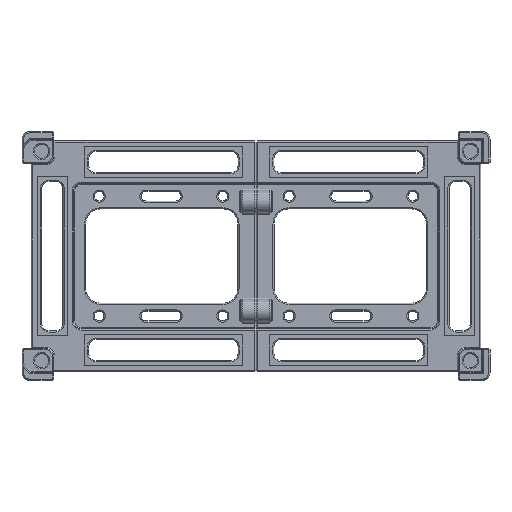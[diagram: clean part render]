
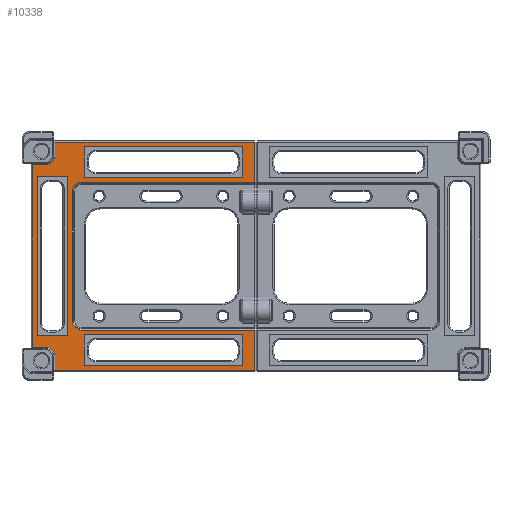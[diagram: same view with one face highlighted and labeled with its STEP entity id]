
A CAD part, top view. The second image highlights one B-rep face of the part: STEP entity #10338.
In plain terms, the highlighted planar face has unit normal (0, 0, 1).
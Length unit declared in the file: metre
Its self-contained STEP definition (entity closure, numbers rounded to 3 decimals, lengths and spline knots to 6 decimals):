
#326=CIRCLE('',#11101,0.0029);
#327=CIRCLE('',#11102,0.0029);
#328=CIRCLE('',#11103,0.0029);
#329=CIRCLE('',#11104,0.0029);
#770=ORIENTED_EDGE('',*,*,#3772,.T.);
#771=ORIENTED_EDGE('',*,*,#3773,.T.);
#772=ORIENTED_EDGE('',*,*,#3774,.T.);
#773=ORIENTED_EDGE('',*,*,#3775,.T.);
#774=ORIENTED_EDGE('',*,*,#3776,.T.);
#775=ORIENTED_EDGE('',*,*,#3777,.T.);
#776=ORIENTED_EDGE('',*,*,#3778,.T.);
#777=ORIENTED_EDGE('',*,*,#3779,.T.);
#778=ORIENTED_EDGE('',*,*,#3780,.T.);
#779=ORIENTED_EDGE('',*,*,#3781,.T.);
#780=ORIENTED_EDGE('',*,*,#3782,.T.);
#781=ORIENTED_EDGE('',*,*,#3783,.T.);
#782=ORIENTED_EDGE('',*,*,#3784,.T.);
#783=ORIENTED_EDGE('',*,*,#3785,.T.);
#784=ORIENTED_EDGE('',*,*,#3786,.T.);
#785=ORIENTED_EDGE('',*,*,#3787,.T.);
#786=ORIENTED_EDGE('',*,*,#3788,.F.);
#787=ORIENTED_EDGE('',*,*,#3789,.T.);
#788=ORIENTED_EDGE('',*,*,#3790,.T.);
#789=ORIENTED_EDGE('',*,*,#3791,.F.);
#790=ORIENTED_EDGE('',*,*,#3792,.F.);
#791=ORIENTED_EDGE('',*,*,#3793,.T.);
#792=ORIENTED_EDGE('',*,*,#3794,.T.);
#793=ORIENTED_EDGE('',*,*,#3795,.F.);
#794=ORIENTED_EDGE('',*,*,#3796,.T.);
#795=ORIENTED_EDGE('',*,*,#3797,.T.);
#796=ORIENTED_EDGE('',*,*,#3798,.F.);
#797=ORIENTED_EDGE('',*,*,#3799,.F.);
#3772=EDGE_CURVE('',#5274,#5275,#6096,.T.);
#3773=EDGE_CURVE('',#5275,#5276,#6097,.T.);
#3774=EDGE_CURVE('',#5276,#5277,#6098,.T.);
#3775=EDGE_CURVE('',#5277,#5278,#326,.F.);
#3776=EDGE_CURVE('',#5278,#5279,#6099,.T.);
#3777=EDGE_CURVE('',#5279,#5280,#327,.F.);
#3778=EDGE_CURVE('',#5280,#5281,#6100,.T.);
#3779=EDGE_CURVE('',#5281,#5282,#6101,.T.);
#3780=EDGE_CURVE('',#5282,#5283,#6102,.T.);
#3781=EDGE_CURVE('',#5283,#5284,#6103,.T.);
#3782=EDGE_CURVE('',#5284,#5285,#328,.F.);
#3783=EDGE_CURVE('',#5285,#5286,#6104,.T.);
#3784=EDGE_CURVE('',#5286,#5287,#6105,.T.);
#3785=EDGE_CURVE('',#5287,#5288,#6106,.T.);
#3786=EDGE_CURVE('',#5288,#5289,#329,.F.);
#3787=EDGE_CURVE('',#5289,#5274,#6107,.T.);
#3788=EDGE_CURVE('',#5290,#5291,#6108,.T.);
#3789=EDGE_CURVE('',#5290,#5292,#6109,.T.);
#3790=EDGE_CURVE('',#5292,#5293,#6110,.T.);
#3791=EDGE_CURVE('',#5291,#5293,#6111,.T.);
#3792=EDGE_CURVE('',#5294,#5295,#6112,.T.);
#3793=EDGE_CURVE('',#5294,#5296,#6113,.T.);
#3794=EDGE_CURVE('',#5296,#5297,#6114,.T.);
#3795=EDGE_CURVE('',#5295,#5297,#6115,.T.);
#3796=EDGE_CURVE('',#5298,#5299,#6116,.T.);
#3797=EDGE_CURVE('',#5299,#5300,#6117,.T.);
#3798=EDGE_CURVE('',#5301,#5300,#6118,.T.);
#3799=EDGE_CURVE('',#5298,#5301,#6119,.T.);
#5274=VERTEX_POINT('',#15618);
#5275=VERTEX_POINT('',#15619);
#5276=VERTEX_POINT('',#15621);
#5277=VERTEX_POINT('',#15623);
#5278=VERTEX_POINT('',#15625);
#5279=VERTEX_POINT('',#15627);
#5280=VERTEX_POINT('',#15629);
#5281=VERTEX_POINT('',#15631);
#5282=VERTEX_POINT('',#15633);
#5283=VERTEX_POINT('',#15635);
#5284=VERTEX_POINT('',#15637);
#5285=VERTEX_POINT('',#15639);
#5286=VERTEX_POINT('',#15641);
#5287=VERTEX_POINT('',#15643);
#5288=VERTEX_POINT('',#15645);
#5289=VERTEX_POINT('',#15647);
#5290=VERTEX_POINT('',#15650);
#5291=VERTEX_POINT('',#15651);
#5292=VERTEX_POINT('',#15653);
#5293=VERTEX_POINT('',#15655);
#5294=VERTEX_POINT('',#15658);
#5295=VERTEX_POINT('',#15659);
#5296=VERTEX_POINT('',#15661);
#5297=VERTEX_POINT('',#15663);
#5298=VERTEX_POINT('',#15666);
#5299=VERTEX_POINT('',#15667);
#5300=VERTEX_POINT('',#15669);
#5301=VERTEX_POINT('',#15671);
#6096=LINE('',#15617,#7288);
#6097=LINE('',#15620,#7289);
#6098=LINE('',#15622,#7290);
#6099=LINE('',#15626,#7291);
#6100=LINE('',#15630,#7292);
#6101=LINE('',#15632,#7293);
#6102=LINE('',#15634,#7294);
#6103=LINE('',#15636,#7295);
#6104=LINE('',#15640,#7296);
#6105=LINE('',#15642,#7297);
#6106=LINE('',#15644,#7298);
#6107=LINE('',#15648,#7299);
#6108=LINE('',#15649,#7300);
#6109=LINE('',#15652,#7301);
#6110=LINE('',#15654,#7302);
#6111=LINE('',#15656,#7303);
#6112=LINE('',#15657,#7304);
#6113=LINE('',#15660,#7305);
#6114=LINE('',#15662,#7306);
#6115=LINE('',#15664,#7307);
#6116=LINE('',#15665,#7308);
#6117=LINE('',#15668,#7309);
#6118=LINE('',#15670,#7310);
#6119=LINE('',#15672,#7311);
#7288=VECTOR('',#12327,1.);
#7289=VECTOR('',#12328,1.);
#7290=VECTOR('',#12329,1.);
#7291=VECTOR('',#12332,1.);
#7292=VECTOR('',#12335,1.);
#7293=VECTOR('',#12336,1.);
#7294=VECTOR('',#12337,1.);
#7295=VECTOR('',#12338,1.);
#7296=VECTOR('',#12341,1.);
#7297=VECTOR('',#12342,1.);
#7298=VECTOR('',#12343,1.);
#7299=VECTOR('',#12346,1.);
#7300=VECTOR('',#12347,1.);
#7301=VECTOR('',#12348,1.);
#7302=VECTOR('',#12349,1.);
#7303=VECTOR('',#12350,1.);
#7304=VECTOR('',#12351,1.);
#7305=VECTOR('',#12352,1.);
#7306=VECTOR('',#12353,1.);
#7307=VECTOR('',#12354,1.);
#7308=VECTOR('',#12355,1.);
#7309=VECTOR('',#12356,1.);
#7310=VECTOR('',#12357,1.);
#7311=VECTOR('',#12358,1.);
#8366=EDGE_LOOP('',(#770,#771,#772,#773,#774,#775,#776,#777,#778,#779,#780,
#781,#782,#783,#784,#785));
#8367=EDGE_LOOP('',(#786,#787,#788,#789));
#8368=EDGE_LOOP('',(#790,#791,#792,#793));
#8369=EDGE_LOOP('',(#794,#795,#796,#797));
#9138=FACE_BOUND('',#8366,.T.);
#9139=FACE_BOUND('',#8367,.T.);
#9140=FACE_BOUND('',#8368,.T.);
#9141=FACE_BOUND('',#8369,.T.);
#9882=PLANE('',#11100);
#10338=ADVANCED_FACE('',(#9138,#9139,#9140,#9141),#9882,.T.);
#11100=AXIS2_PLACEMENT_3D('',#15616,#12325,#12326);
#11101=AXIS2_PLACEMENT_3D('',#15624,#12330,#12331);
#11102=AXIS2_PLACEMENT_3D('',#15628,#12333,#12334);
#11103=AXIS2_PLACEMENT_3D('',#15638,#12339,#12340);
#11104=AXIS2_PLACEMENT_3D('',#15646,#12344,#12345);
#12325=DIRECTION('',(0.,0.,1.));
#12326=DIRECTION('',(-1.,0.,0.));
#12327=DIRECTION('',(1.,0.,0.));
#12328=DIRECTION('',(0.,1.,0.));
#12329=DIRECTION('',(-1.,0.,0.));
#12330=DIRECTION('',(0.,0.,1.));
#12331=DIRECTION('',(1.,0.,0.));
#12332=DIRECTION('',(0.,1.,0.));
#12333=DIRECTION('',(0.,0.,1.));
#12334=DIRECTION('',(1.,0.,0.));
#12335=DIRECTION('',(1.,0.,0.));
#12336=DIRECTION('',(0.,1.,0.));
#12337=DIRECTION('',(-1.,0.,0.));
#12338=DIRECTION('',(0.,-1.,0.));
#12339=DIRECTION('',(0.,0.,1.));
#12340=DIRECTION('',(1.,0.,0.));
#12341=DIRECTION('',(-1.,0.,0.));
#12342=DIRECTION('',(0.,-1.,0.));
#12343=DIRECTION('',(1.,0.,0.));
#12344=DIRECTION('',(0.,0.,1.));
#12345=DIRECTION('',(1.,0.,0.));
#12346=DIRECTION('',(0.,-1.,0.));
#12347=DIRECTION('',(0.,-1.,0.));
#12348=DIRECTION('',(1.,0.,0.));
#12349=DIRECTION('',(0.,-1.,0.));
#12350=DIRECTION('',(1.,0.,0.));
#12351=DIRECTION('',(1.,0.,0.));
#12352=DIRECTION('',(0.,1.,0.));
#12353=DIRECTION('',(1.,0.,0.));
#12354=DIRECTION('',(0.,1.,0.));
#12355=DIRECTION('',(1.,0.,0.));
#12356=DIRECTION('',(0.,-1.,0.));
#12357=DIRECTION('',(1.,0.,0.));
#12358=DIRECTION('',(0.,-1.,0.));
#15616=CARTESIAN_POINT('',(-0.034512,0.,0.004));
#15617=CARTESIAN_POINT('',(0.002807,-0.037835,0.004));
#15618=CARTESIAN_POINT('',(-0.06393,-0.037835,0.004));
#15619=CARTESIAN_POINT('',(0.002407,-0.037835,0.004));
#15620=CARTESIAN_POINT('',(0.002407,-0.024135,0.004));
#15621=CARTESIAN_POINT('',(0.002407,-0.024535,0.004));
#15622=CARTESIAN_POINT('',(-0.05523,-0.024535,0.004));
#15623=CARTESIAN_POINT('',(-0.05523,-0.024535,0.004));
#15624=CARTESIAN_POINT('',(-0.05523,-0.021635,0.004));
#15625=CARTESIAN_POINT('',(-0.05813,-0.021635,0.004));
#15626=CARTESIAN_POINT('',(-0.05813,0.021635,0.004));
#15627=CARTESIAN_POINT('',(-0.05813,0.021635,0.004));
#15628=CARTESIAN_POINT('',(-0.05523,0.021635,0.004));
#15629=CARTESIAN_POINT('',(-0.05523,0.024535,0.004));
#15630=CARTESIAN_POINT('',(0.002807,0.024535,0.004));
#15631=CARTESIAN_POINT('',(0.002407,0.024535,0.004));
#15632=CARTESIAN_POINT('',(0.002407,0.038235,0.004));
#15633=CARTESIAN_POINT('',(0.002407,0.037836,0.004));
#15634=CARTESIAN_POINT('',(-0.06433,0.037836,0.004));
#15635=CARTESIAN_POINT('',(-0.06393,0.037836,0.004));
#15636=CARTESIAN_POINT('',(-0.06393,0.033235,0.004));
#15637=CARTESIAN_POINT('',(-0.06393,0.033235,0.004));
#15638=CARTESIAN_POINT('',(-0.06683,0.033235,0.004));
#15639=CARTESIAN_POINT('',(-0.06683,0.030335,0.004));
#15640=CARTESIAN_POINT('',(-0.034512,0.030335,0.004));
#15641=CARTESIAN_POINT('',(-0.07143,0.030335,0.004));
#15642=CARTESIAN_POINT('',(-0.07143,-0.030735,0.004));
#15643=CARTESIAN_POINT('',(-0.07143,-0.030335,0.004));
#15644=CARTESIAN_POINT('',(-0.06683,-0.030335,0.004));
#15645=CARTESIAN_POINT('',(-0.06683,-0.030335,0.004));
#15646=CARTESIAN_POINT('',(-0.06683,-0.033235,0.004));
#15647=CARTESIAN_POINT('',(-0.06393,-0.033235,0.004));
#15648=CARTESIAN_POINT('',(-0.06393,0.,0.004));
#15649=CARTESIAN_POINT('',(-0.06983,0.,0.004));
#15650=CARTESIAN_POINT('',(-0.06983,0.0263,0.004));
#15651=CARTESIAN_POINT('',(-0.06983,-0.0263,0.004));
#15652=CARTESIAN_POINT('',(-0.06983,0.0263,0.004));
#15653=CARTESIAN_POINT('',(-0.05973,0.0263,0.004));
#15654=CARTESIAN_POINT('',(-0.05973,0.,0.004));
#15655=CARTESIAN_POINT('',(-0.05973,-0.0263,0.004));
#15656=CARTESIAN_POINT('',(-0.06983,-0.0263,0.004));
#15657=CARTESIAN_POINT('',(-0.027929,-0.036235,0.004));
#15658=CARTESIAN_POINT('',(-0.054229,-0.036235,0.004));
#15659=CARTESIAN_POINT('',(-0.001629,-0.036235,0.004));
#15660=CARTESIAN_POINT('',(-0.054229,-0.036235,0.004));
#15661=CARTESIAN_POINT('',(-0.054229,-0.026135,0.004));
#15662=CARTESIAN_POINT('',(-0.027929,-0.026135,0.004));
#15663=CARTESIAN_POINT('',(-0.001629,-0.026135,0.004));
#15664=CARTESIAN_POINT('',(-0.001629,-0.036235,0.004));
#15665=CARTESIAN_POINT('',(-0.027929,0.036235,0.004));
#15666=CARTESIAN_POINT('',(-0.054229,0.036235,0.004));
#15667=CARTESIAN_POINT('',(-0.001629,0.036235,0.004));
#15668=CARTESIAN_POINT('',(-0.001629,0.036235,0.004));
#15669=CARTESIAN_POINT('',(-0.001629,0.026135,0.004));
#15670=CARTESIAN_POINT('',(-0.027929,0.026135,0.004));
#15671=CARTESIAN_POINT('',(-0.054229,0.026135,0.004));
#15672=CARTESIAN_POINT('',(-0.054229,0.036235,0.004));
